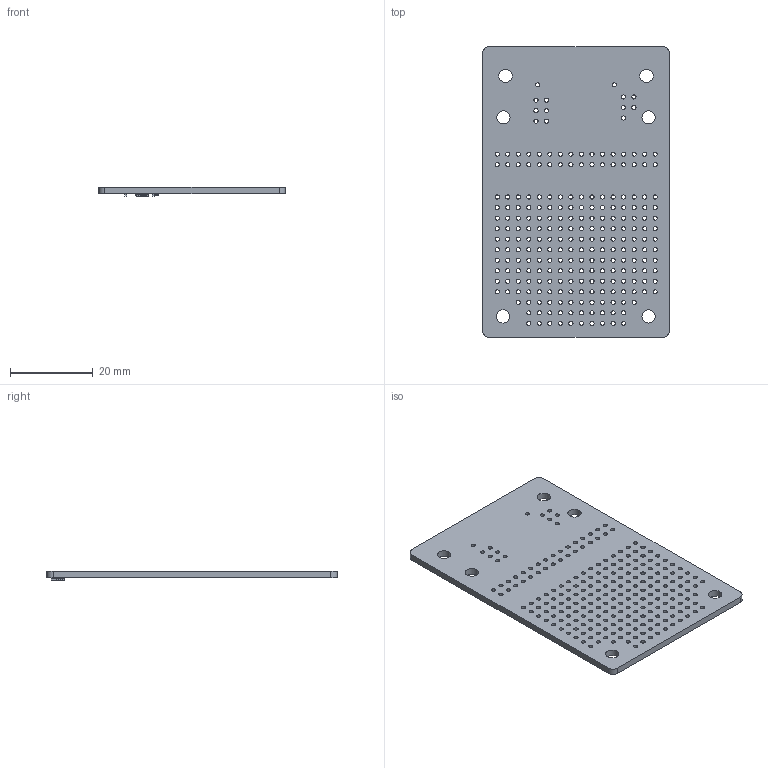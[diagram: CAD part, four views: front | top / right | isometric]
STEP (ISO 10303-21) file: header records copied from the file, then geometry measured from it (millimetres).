
FILE_DESCRIPTION(('KiCad electronic assembly'),'2;1');
FILE_NAME('syzygy-breakout.step','2021-09-21T11:59:00',('Pcbnew'),( 'Kicad'),'Open CASCADE STEP processor 7.5','KiCad to STEP converter' ,'Unknown');
FILE_SCHEMA(('AUTOMOTIVE_DESIGN { 1 0 10303 214 1 1 1 1 }'));
Length unit declared in the file: millimetre
Products named in the file (8): syzygy-breakout 1; QFN-20-1EP_3x3mm_P0.45mm_EP1.6x1.6mm; SOLID; R_0402_1005Metric; C_0402_1005Metric; syzygy-breakout PCB
Assembly tree (8 placements, depth 3):
  syzygy-breakout 1
    QFN-20-1EP_3x3mm_P0.45mm_EP1.6x1.6mm
      SOLID
    R_0402_1005Metric
      SOLID
    C_0402_1005Metric  x2
      SOLID
    syzygy-breakout PCB
Bounding box: 45 x 70 x 2.25 mm (x, y, z)
Volume: 4667.3 mm3; surface area: 7510.9 mm2
Topology: 5 solids, 5 shells, 469 faces, 1355 edges, 902 vertices
Faces by surface type: cylinder 247, bspline 216, plane 6
Full cylindrical faces by diameter (mm): 0.95 x2, 1 x235, 3.2 x6
Entity records: 32419 total; most frequent: CARTESIAN_POINT 7549, DIRECTION 3277, ORIENTED_EDGE 2566, PCURVE 2566, DEFINITIONAL_REPRESENTATION 2566, B_SPLINE_CURVE_WITH_KNOTS 1506, EDGE_CURVE 1283, LINE 1271
